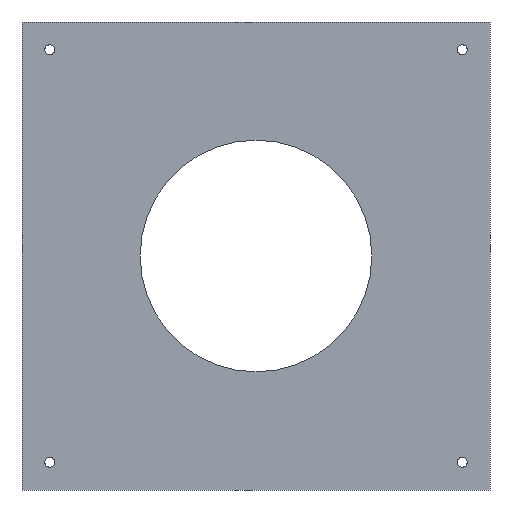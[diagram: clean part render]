
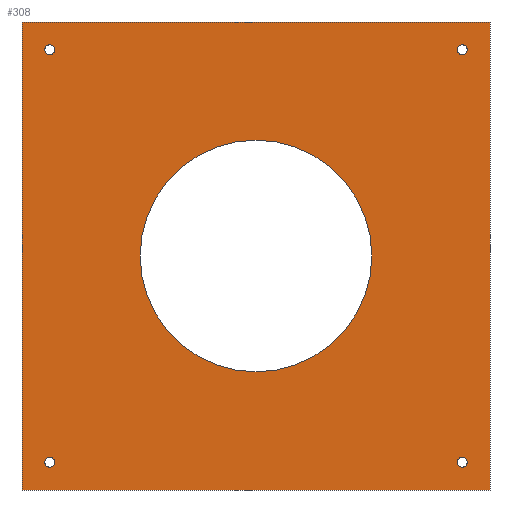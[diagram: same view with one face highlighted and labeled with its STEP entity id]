
A CAD part, front view. The second image highlights one B-rep face of the part: STEP entity #308.
In plain terms, the highlighted planar face has unit normal (0, -1, 0).
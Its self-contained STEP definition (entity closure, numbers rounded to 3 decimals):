
#19=CARTESIAN_POINT('',(0.,289.,0.));
#20=DIRECTION('',(0.,-1.,0.));
#21=DIRECTION('',(1.,0.,0.));
#22=AXIS2_PLACEMENT_3D('',#19,#20,#21);
#24=CARTESIAN_POINT('',(0.,289.,0.));
#25=DIRECTION('',(0.,-1.,0.));
#26=DIRECTION('',(-1.,0.,0.));
#27=AXIS2_PLACEMENT_3D('',#24,#25,#26);
#29=DIRECTION('',(0.,0.,1.));
#30=VECTOR('',#29,295.);
#31=CARTESIAN_POINT('',(147.5,289.,-147.5));
#32=LINE('',#31,#30);
#33=DIRECTION('',(1.,0.,0.));
#34=VECTOR('',#33,295.);
#35=CARTESIAN_POINT('',(-147.5,289.,-147.5));
#36=LINE('',#35,#34);
#37=DIRECTION('',(0.,0.,-1.));
#38=VECTOR('',#37,295.);
#39=CARTESIAN_POINT('',(-147.5,289.,147.5));
#40=LINE('',#39,#38);
#41=DIRECTION('',(-1.,0.,0.));
#42=VECTOR('',#41,295.);
#43=CARTESIAN_POINT('',(147.5,289.,147.5));
#44=LINE('',#43,#42);
#45=CARTESIAN_POINT('',(-130.,289.,-130.));
#46=DIRECTION('',(0.,1.,0.));
#47=DIRECTION('',(1.,0.,0.));
#48=AXIS2_PLACEMENT_3D('',#45,#46,#47);
#50=CARTESIAN_POINT('',(-130.,289.,-130.));
#51=DIRECTION('',(0.,1.,0.));
#52=DIRECTION('',(-1.,0.,0.));
#53=AXIS2_PLACEMENT_3D('',#50,#51,#52);
#55=CARTESIAN_POINT('',(130.,289.,-130.));
#56=DIRECTION('',(0.,1.,0.));
#57=DIRECTION('',(1.,0.,0.));
#58=AXIS2_PLACEMENT_3D('',#55,#56,#57);
#60=CARTESIAN_POINT('',(130.,289.,-130.));
#61=DIRECTION('',(0.,1.,0.));
#62=DIRECTION('',(-1.,0.,0.));
#63=AXIS2_PLACEMENT_3D('',#60,#61,#62);
#65=CARTESIAN_POINT('',(-130.,289.,130.));
#66=DIRECTION('',(0.,1.,0.));
#67=DIRECTION('',(1.,0.,0.));
#68=AXIS2_PLACEMENT_3D('',#65,#66,#67);
#70=CARTESIAN_POINT('',(-130.,289.,130.));
#71=DIRECTION('',(0.,1.,0.));
#72=DIRECTION('',(-1.,0.,0.));
#73=AXIS2_PLACEMENT_3D('',#70,#71,#72);
#75=CARTESIAN_POINT('',(130.,289.,130.));
#76=DIRECTION('',(0.,1.,0.));
#77=DIRECTION('',(1.,0.,0.));
#78=AXIS2_PLACEMENT_3D('',#75,#76,#77);
#80=CARTESIAN_POINT('',(130.,289.,130.));
#81=DIRECTION('',(0.,1.,0.));
#82=DIRECTION('',(-1.,0.,0.));
#83=AXIS2_PLACEMENT_3D('',#80,#81,#82);
#207=CARTESIAN_POINT('',(147.5,289.,-147.5));
#208=CARTESIAN_POINT('',(147.5,289.,147.5));
#209=VERTEX_POINT('',#207);
#210=VERTEX_POINT('',#208);
#211=CARTESIAN_POINT('',(-147.5,289.,147.5));
#212=VERTEX_POINT('',#211);
#213=CARTESIAN_POINT('',(-147.5,289.,-147.5));
#214=VERTEX_POINT('',#213);
#227=CARTESIAN_POINT('',(73.,289.,0.));
#228=CARTESIAN_POINT('',(-73.,289.,0.));
#229=VERTEX_POINT('',#227);
#230=VERTEX_POINT('',#228);
#231=CARTESIAN_POINT('',(-126.85,289.,-130.));
#232=CARTESIAN_POINT('',(-133.15,289.,-130.));
#233=VERTEX_POINT('',#231);
#234=VERTEX_POINT('',#232);
#235=CARTESIAN_POINT('',(133.15,289.,-130.));
#236=CARTESIAN_POINT('',(126.85,289.,-130.));
#237=VERTEX_POINT('',#235);
#238=VERTEX_POINT('',#236);
#239=CARTESIAN_POINT('',(-126.85,289.,130.));
#240=CARTESIAN_POINT('',(-133.15,289.,130.));
#241=VERTEX_POINT('',#239);
#242=VERTEX_POINT('',#240);
#243=CARTESIAN_POINT('',(133.15,289.,130.));
#244=CARTESIAN_POINT('',(126.85,289.,130.));
#245=VERTEX_POINT('',#243);
#246=VERTEX_POINT('',#244);
#263=CARTESIAN_POINT('',(0.,289.,0.));
#264=DIRECTION('',(0.,1.,0.));
#265=DIRECTION('',(1.,0.,0.));
#266=AXIS2_PLACEMENT_3D('',#263,#264,#265);
#267=PLANE('',#266);
#269=ORIENTED_EDGE('',*,*,#268,.F.);
#271=ORIENTED_EDGE('',*,*,#270,.F.);
#273=ORIENTED_EDGE('',*,*,#272,.F.);
#275=ORIENTED_EDGE('',*,*,#274,.F.);
#276=EDGE_LOOP('',(#269,#271,#273,#275));
#277=FACE_OUTER_BOUND('',#276,.F.);
#279=ORIENTED_EDGE('',*,*,#278,.T.);
#281=ORIENTED_EDGE('',*,*,#280,.T.);
#282=EDGE_LOOP('',(#279,#281));
#283=FACE_BOUND('',#282,.F.);
#285=ORIENTED_EDGE('',*,*,#284,.F.);
#287=ORIENTED_EDGE('',*,*,#286,.F.);
#288=EDGE_LOOP('',(#285,#287));
#289=FACE_BOUND('',#288,.F.);
#291=ORIENTED_EDGE('',*,*,#290,.F.);
#293=ORIENTED_EDGE('',*,*,#292,.F.);
#294=EDGE_LOOP('',(#291,#293));
#295=FACE_BOUND('',#294,.F.);
#297=ORIENTED_EDGE('',*,*,#296,.F.);
#299=ORIENTED_EDGE('',*,*,#298,.F.);
#300=EDGE_LOOP('',(#297,#299));
#301=FACE_BOUND('',#300,.F.);
#303=ORIENTED_EDGE('',*,*,#302,.F.);
#305=ORIENTED_EDGE('',*,*,#304,.F.);
#306=EDGE_LOOP('',(#303,#305));
#307=FACE_BOUND('',#306,.F.);
#308=ADVANCED_FACE('',(#277,#283,#289,#295,#301,#307),#267,.F.);
#23=CIRCLE('',#22,73.);
#28=CIRCLE('',#27,73.);
#49=CIRCLE('',#48,3.15);
#54=CIRCLE('',#53,3.15);
#59=CIRCLE('',#58,3.15);
#64=CIRCLE('',#63,3.15);
#69=CIRCLE('',#68,3.15);
#74=CIRCLE('',#73,3.15);
#79=CIRCLE('',#78,3.15);
#84=CIRCLE('',#83,3.15);
#268=EDGE_CURVE('',#209,#210,#32,.T.);
#270=EDGE_CURVE('',#214,#209,#36,.T.);
#272=EDGE_CURVE('',#212,#214,#40,.T.);
#274=EDGE_CURVE('',#210,#212,#44,.T.);
#278=EDGE_CURVE('',#229,#230,#23,.T.);
#280=EDGE_CURVE('',#230,#229,#28,.T.);
#284=EDGE_CURVE('',#233,#234,#49,.T.);
#286=EDGE_CURVE('',#234,#233,#54,.T.);
#290=EDGE_CURVE('',#237,#238,#59,.T.);
#292=EDGE_CURVE('',#238,#237,#64,.T.);
#296=EDGE_CURVE('',#241,#242,#69,.T.);
#298=EDGE_CURVE('',#242,#241,#74,.T.);
#302=EDGE_CURVE('',#245,#246,#79,.T.);
#304=EDGE_CURVE('',#246,#245,#84,.T.);
